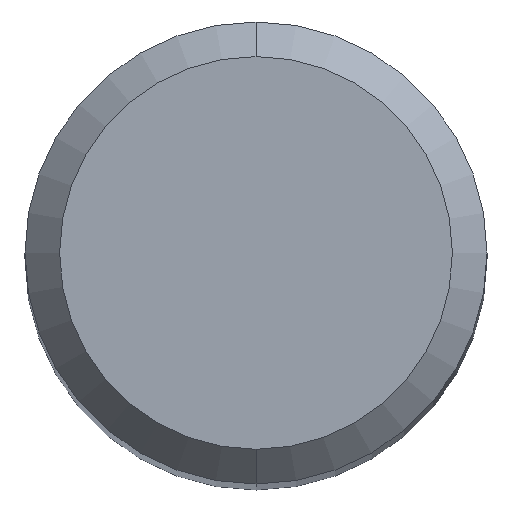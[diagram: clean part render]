
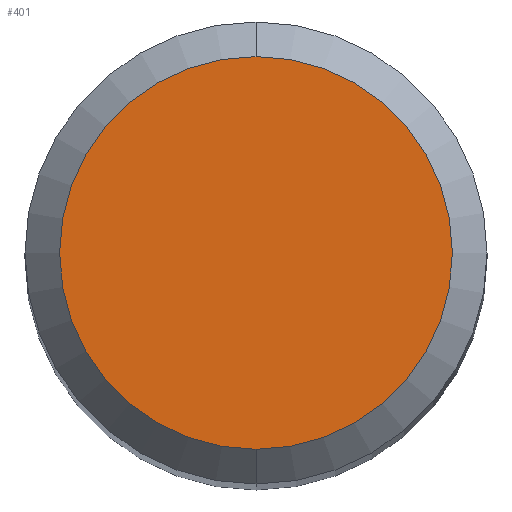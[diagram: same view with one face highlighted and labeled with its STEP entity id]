
A CAD part, top view. The second image highlights one B-rep face of the part: STEP entity #401.
In plain terms, the highlighted planar face has unit normal (0, 0, 1).
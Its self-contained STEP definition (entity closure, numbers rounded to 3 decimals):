
#343=VERTEX_POINT('',#782);
#401=ADVANCED_FACE('',(#845),#846,.T.);
#435=VERTEX_POINT('',#882);
#629=EDGE_CURVE('',#435,#343,#1098,.T.);
#641=EDGE_CURVE('',#343,#435,#1111,.T.);
#782=CARTESIAN_POINT('',(0.0,1.7,0.0));
#845=FACE_OUTER_BOUND('',#1432,.T.);
#846=PLANE('',#1433);
#882=CARTESIAN_POINT('',(0.,-1.7,0.0));
#1098=CIRCLE('',#1867,1.7);
#1111=CIRCLE('',#1887,1.7);
#1432=EDGE_LOOP('',(#2145,#2146));
#1433=AXIS2_PLACEMENT_3D('',#2147,#2148,#2149);
#1867=AXIS2_PLACEMENT_3D('',#2496,#2497,#2498);
#1887=AXIS2_PLACEMENT_3D('',#2512,#2513,#2514);
#2145=ORIENTED_EDGE('',*,*,#641,.F.);
#2146=ORIENTED_EDGE('',*,*,#629,.F.);
#2147=CARTESIAN_POINT('',(0.0,0.85,0.0));
#2148=DIRECTION('',(-0.0,0.0,1.0));
#2149=DIRECTION('',(0.0,-1.0,0.0));
#2496=CARTESIAN_POINT('',(0.0,0.0,0.0));
#2497=DIRECTION('',(0.0,0.0,-1.0));
#2498=DIRECTION('',(0.0,1.0,0.0));
#2512=CARTESIAN_POINT('',(0.0,0.0,0.0));
#2513=DIRECTION('',(0.0,0.0,-1.0));
#2514=DIRECTION('',(0.0,1.0,0.0));
